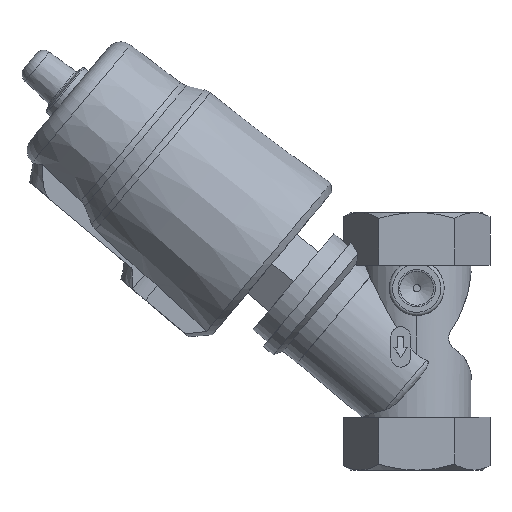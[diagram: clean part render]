
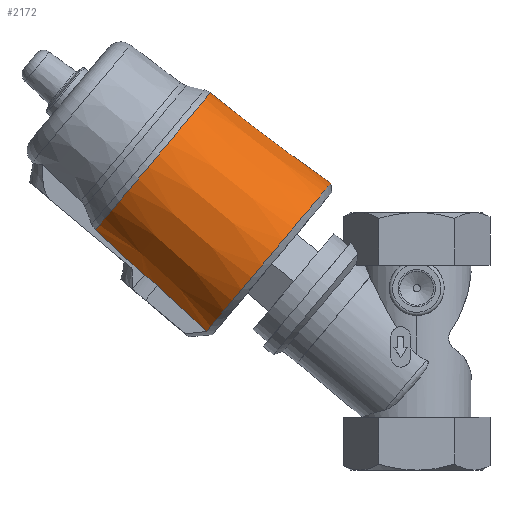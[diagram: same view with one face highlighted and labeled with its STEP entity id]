
A CAD part, left-side view. The second image highlights one B-rep face of the part: STEP entity #2172.
In plain terms, the highlighted conical face has half-angle 3 degrees and reference radius 28.445 mm.
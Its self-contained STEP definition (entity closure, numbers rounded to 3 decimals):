
#46=CONICAL_SURFACE('',#2394,28.445,0.052);
#434=B_SPLINE_CURVE_WITH_KNOTS('',3,(#3539,#3540,#3541,#3542,#3543,#3544,
#3545,#3546,#3547,#3548,#3549,#3550,#3551,#3552,#3553,#3554,#3555,#3556,
#3557,#3558,#3559,#3560,#3561,#3562,#3563,#3564,#3565,#3566,#3567,#3568,
#3569,#3570,#3571,#3572,#3573,#3574,#3575,#3576,#3577,#3578,#3579,#3580,
#3581),.UNSPECIFIED.,.F.,.F.,(4,1,1,1,1,1,1,1,1,1,1,1,1,1,1,1,1,1,1,1,1,
1,1,1,1,1,1,1,1,1,1,1,1,1,1,1,1,1,1,1,4),(0.107,0.112,
0.115,0.118,0.123,0.126,
0.129,0.131,0.134,0.137,
0.14,0.142,0.145,0.15,
0.153,0.156,0.161,0.164,
0.167,0.172,0.177,0.183,
0.188,0.194,0.199,0.205,
0.21,0.215,0.221,0.226,
0.232,0.237,0.243,0.248,
0.253,0.259,0.264,0.267,
0.27,0.275,0.28),.UNSPECIFIED.);
#448=B_SPLINE_CURVE_WITH_KNOTS('',3,(#3721,#3722,#3723,#3724),
 .UNSPECIFIED.,.F.,.F.,(4,4),(0.063,0.084),
 .UNSPECIFIED.);
#451=B_SPLINE_CURVE_WITH_KNOTS('',3,(#3738,#3739,#3740,#3741),
 .UNSPECIFIED.,.F.,.F.,(4,4),(0.063,0.084),
 .UNSPECIFIED.);
#453=B_SPLINE_CURVE_WITH_KNOTS('',3,(#3750,#3751,#3752,#3753,#3754),
 .UNSPECIFIED.,.F.,.F.,(4,1,4),(0.001,0.004,
0.007),.UNSPECIFIED.);
#455=B_SPLINE_CURVE_WITH_KNOTS('',3,(#3766,#3767,#3768,#3769),
 .UNSPECIFIED.,.F.,.F.,(4,4),(0.001,0.006),
 .UNSPECIFIED.);
#457=B_SPLINE_CURVE_WITH_KNOTS('',3,(#3782,#3783,#3784,#3785),
 .UNSPECIFIED.,.F.,.F.,(4,4),(0.001,0.022),
 .UNSPECIFIED.);
#458=B_SPLINE_CURVE_WITH_KNOTS('',3,(#3787,#3788,#3789,#3790),
 .UNSPECIFIED.,.F.,.F.,(4,4),(0.001,0.022),
 .UNSPECIFIED.);
#710=ORIENTED_EDGE('',*,*,#1273,.T.);
#711=ORIENTED_EDGE('',*,*,#1218,.T.);
#712=ORIENTED_EDGE('',*,*,#1274,.F.);
#713=ORIENTED_EDGE('',*,*,#1263,.F.);
#714=ORIENTED_EDGE('',*,*,#1260,.F.);
#715=ORIENTED_EDGE('',*,*,#1258,.T.);
#716=ORIENTED_EDGE('',*,*,#1256,.T.);
#717=ORIENTED_EDGE('',*,*,#1267,.F.);
#1218=EDGE_CURVE('',#1524,#1523,#434,.T.);
#1256=EDGE_CURVE('',#1554,#1553,#448,.T.);
#1258=EDGE_CURVE('',#1555,#1554,#1710,.T.);
#1260=EDGE_CURVE('',#1555,#1556,#451,.T.);
#1263=EDGE_CURVE('',#1556,#1558,#453,.T.);
#1267=EDGE_CURVE('',#1560,#1553,#455,.T.);
#1273=EDGE_CURVE('',#1560,#1524,#457,.T.);
#1274=EDGE_CURVE('',#1558,#1523,#458,.T.);
#1523=VERTEX_POINT('',#3538);
#1524=VERTEX_POINT('',#3582);
#1553=VERTEX_POINT('',#3720);
#1554=VERTEX_POINT('',#3725);
#1555=VERTEX_POINT('',#3732);
#1556=VERTEX_POINT('',#3742);
#1558=VERTEX_POINT('',#3755);
#1560=VERTEX_POINT('',#3764);
#1710=CIRCLE('',#2384,28.445);
#1801=EDGE_LOOP('',(#710,#711,#712,#713,#714,#715,#716,#717));
#1983=FACE_BOUND('',#1801,.T.);
#2172=ADVANCED_FACE('',(#1983),#46,.T.);
#2384=AXIS2_PLACEMENT_3D('',#3731,#2752,#2753);
#2394=AXIS2_PLACEMENT_3D('',#3791,#2777,#2778);
#2752=DIRECTION('',(0.643,-0.766,0.));
#2753=DIRECTION('',(0.766,0.643,0.));
#2777=DIRECTION('',(0.643,-0.766,0.));
#2778=DIRECTION('',(0.766,0.643,0.));
#3538=CARTESIAN_POINT('',(-43.064,65.317,10.));
#3539=CARTESIAN_POINT('',(-43.064,65.317,-10.));
#3540=CARTESIAN_POINT('',(-43.511,64.942,-11.705));
#3541=CARTESIAN_POINT('',(-44.349,64.238,-14.182));
#3542=CARTESIAN_POINT('',(-45.812,63.01,-17.301));
#3543=CARTESIAN_POINT('',(-47.455,61.632,-20.196));
#3544=CARTESIAN_POINT('',(-49.382,60.015,-22.802));
#3545=CARTESIAN_POINT('',(-51.574,58.175,-25.07));
#3546=CARTESIAN_POINT('',(-53.303,56.725,-26.554));
#3547=CARTESIAN_POINT('',(-55.123,55.197,-27.838));
#3548=CARTESIAN_POINT('',(-57.046,53.584,-28.92));
#3549=CARTESIAN_POINT('',(-59.031,51.918,-29.774));
#3550=CARTESIAN_POINT('',(-61.045,50.228,-30.391));
#3551=CARTESIAN_POINT('',(-63.094,48.509,-30.779));
#3552=CARTESIAN_POINT('',(-65.889,46.163,-30.982));
#3553=CARTESIAN_POINT('',(-68.651,43.845,-30.702));
#3554=CARTESIAN_POINT('',(-71.353,41.577,-29.959));
#3555=CARTESIAN_POINT('',(-74.035,39.327,-28.891));
#3556=CARTESIAN_POINT('',(-76.547,37.219,-27.392));
#3557=CARTESIAN_POINT('',(-78.893,35.25,-25.477));
#3558=CARTESIAN_POINT('',(-81.13,33.374,-23.268));
#3559=CARTESIAN_POINT('',(-83.577,31.32,-20.112));
#3560=CARTESIAN_POINT('',(-86.011,29.277,-15.623));
#3561=CARTESIAN_POINT('',(-87.773,27.799,-10.737));
#3562=CARTESIAN_POINT('',(-88.875,26.874,-5.442));
#3563=CARTESIAN_POINT('',(-89.241,26.567,0.007));
#3564=CARTESIAN_POINT('',(-88.876,26.874,5.433));
#3565=CARTESIAN_POINT('',(-87.774,27.798,10.733));
#3566=CARTESIAN_POINT('',(-86.013,29.276,15.619));
#3567=CARTESIAN_POINT('',(-83.58,31.318,20.108));
#3568=CARTESIAN_POINT('',(-80.64,33.785,23.901));
#3569=CARTESIAN_POINT('',(-77.17,36.696,27.024));
#3570=CARTESIAN_POINT('',(-73.411,39.851,29.263));
#3571=CARTESIAN_POINT('',(-69.329,43.276,30.637));
#3572=CARTESIAN_POINT('',(-65.208,46.734,31.05));
#3573=CARTESIAN_POINT('',(-61.016,50.252,30.507));
#3574=CARTESIAN_POINT('',(-57.035,53.593,29.042));
#3575=CARTESIAN_POINT('',(-53.244,56.774,26.649));
#3576=CARTESIAN_POINT('',(-50.455,59.114,24.015));
#3577=CARTESIAN_POINT('',(-48.417,60.824,21.499));
#3578=CARTESIAN_POINT('',(-46.587,62.36,18.798));
#3579=CARTESIAN_POINT('',(-44.646,63.989,15.048));
#3580=CARTESIAN_POINT('',(-43.51,64.942,11.704));
#3581=CARTESIAN_POINT('',(-43.064,65.317,10.));
#3582=CARTESIAN_POINT('',(-43.064,65.317,-10.));
#3720=CARTESIAN_POINT('',(-60.554,84.678,-8.5));
#3721=CARTESIAN_POINT('',(-74.675,99.747,-8.5));
#3722=CARTESIAN_POINT('',(-69.967,94.725,-8.5));
#3723=CARTESIAN_POINT('',(-65.261,89.702,-8.5));
#3724=CARTESIAN_POINT('',(-60.554,84.678,-8.5));
#3725=CARTESIAN_POINT('',(-74.675,99.747,-8.5));
#3731=CARTESIAN_POINT('',(-95.47,82.298,0.));
#3732=CARTESIAN_POINT('',(-74.675,99.747,8.5));
#3738=CARTESIAN_POINT('',(-74.675,99.747,8.5));
#3739=CARTESIAN_POINT('',(-69.967,94.725,8.5));
#3740=CARTESIAN_POINT('',(-65.261,89.702,8.5));
#3741=CARTESIAN_POINT('',(-60.554,84.678,8.5));
#3742=CARTESIAN_POINT('',(-60.554,84.678,8.5));
#3750=CARTESIAN_POINT('',(-60.554,84.678,8.5));
#3751=CARTESIAN_POINT('',(-60.131,84.014,8.984));
#3752=CARTESIAN_POINT('',(-59.149,82.596,9.742));
#3753=CARTESIAN_POINT('',(-57.963,81.195,10.));
#3754=CARTESIAN_POINT('',(-57.323,80.513,10.));
#3755=CARTESIAN_POINT('',(-57.323,80.513,10.));
#3764=CARTESIAN_POINT('',(-57.323,80.513,-10.));
#3766=CARTESIAN_POINT('',(-57.323,80.513,-10.));
#3767=CARTESIAN_POINT('',(-58.588,81.861,-10.));
#3768=CARTESIAN_POINT('',(-59.698,83.335,-9.479));
#3769=CARTESIAN_POINT('',(-60.554,84.678,-8.5));
#3782=CARTESIAN_POINT('',(-57.323,80.513,-10.));
#3783=CARTESIAN_POINT('',(-52.569,75.448,-10.));
#3784=CARTESIAN_POINT('',(-47.816,70.383,-10.));
#3785=CARTESIAN_POINT('',(-43.064,65.317,-10.));
#3787=CARTESIAN_POINT('',(-57.323,80.513,10.));
#3788=CARTESIAN_POINT('',(-52.569,75.448,10.));
#3789=CARTESIAN_POINT('',(-47.816,70.383,10.));
#3790=CARTESIAN_POINT('',(-43.064,65.317,10.));
#3791=CARTESIAN_POINT('',(-95.47,82.298,0.));
